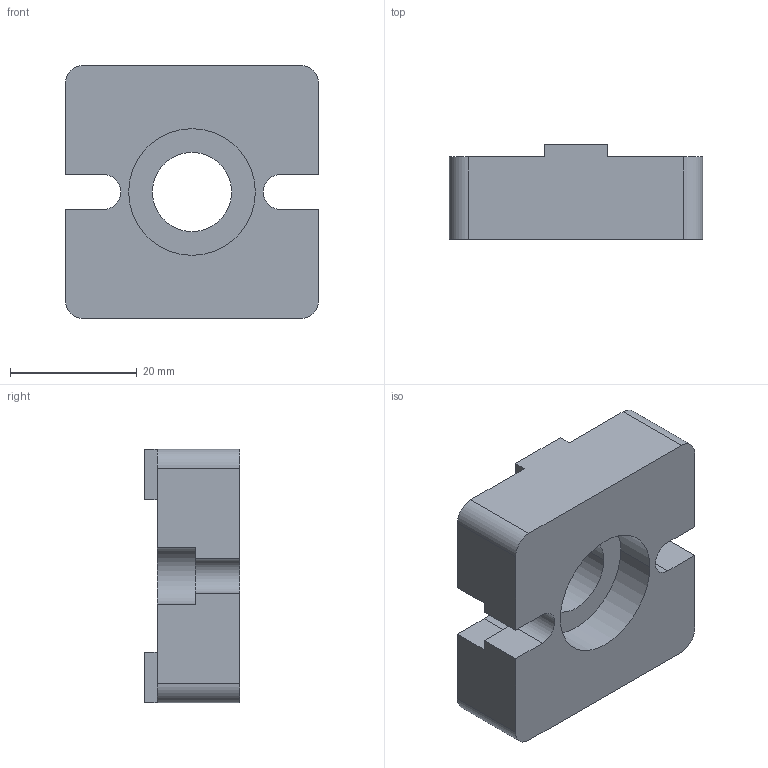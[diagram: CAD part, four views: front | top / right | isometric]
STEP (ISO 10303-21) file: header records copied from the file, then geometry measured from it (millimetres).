
FILE_DESCRIPTION (( 'STEP AP203' ), '1' );
FILE_NAME ('AL-312.0301A.01.STEP', '2024-10-31T05:47:55', ( '' ), ( '' ), 'SwSTEP 2.0', 'SolidWorks 2021', '' );
FILE_SCHEMA (( 'CONFIG_CONTROL_DESIGN' ));
Length unit declared in the file: millimetre
Products named in the file (1): AL-312.0301A.01
Bounding box: 40 x 15 x 40 mm (x, y, z)
Volume: 16521.8 mm3; surface area: 5997.9 mm2
Topology: 1 solids, 1 shells, 39 faces, 108 edges, 72 vertices
Faces by surface type: plane 27, cylinder 12
Entity records: 1327 total; most frequent: CARTESIAN_POINT 220, ORIENTED_EDGE 216, DIRECTION 212, EDGE_CURVE 108, LINE 84, VECTOR 84, VERTEX_POINT 72, AXIS2_PLACEMENT_3D 64
